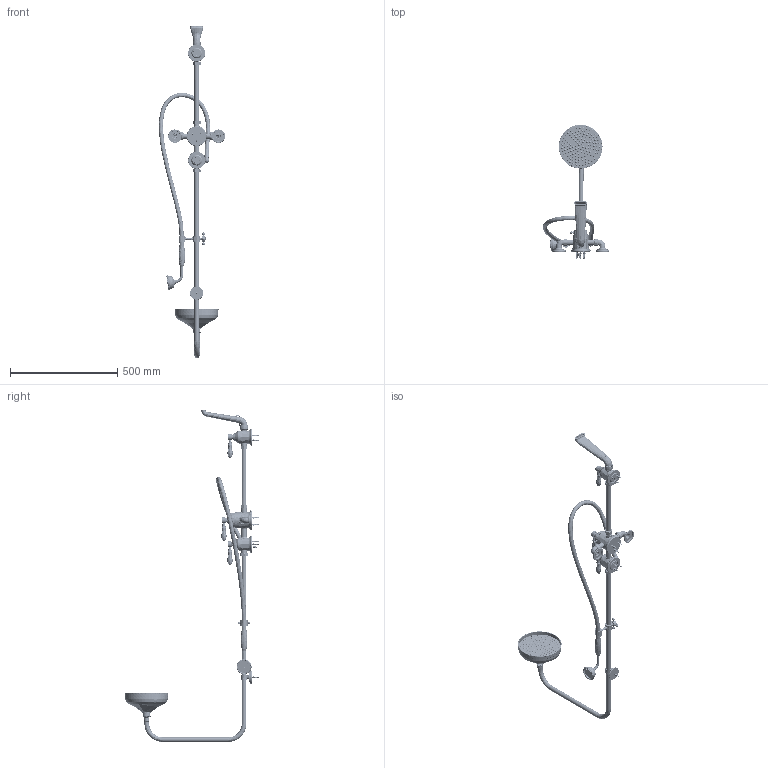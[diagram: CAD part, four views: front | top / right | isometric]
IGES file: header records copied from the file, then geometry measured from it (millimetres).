
Global section: file name: V2K4A-GB; native system: Autodesk Inventor 2018; preprocessor: unknown; author: aprice; date: 20181024.123610; units: millimetre
Bounding box: 309.62 x 628.09 x 1549.79 mm (x, y, z)
Volume: 3002707.9 mm3; surface area: 1091859.9 mm2
Topology: 184 solids, 200 shells, 7900 faces, 22089 edges, 14960 vertices
Faces by surface type: bspline 7900
